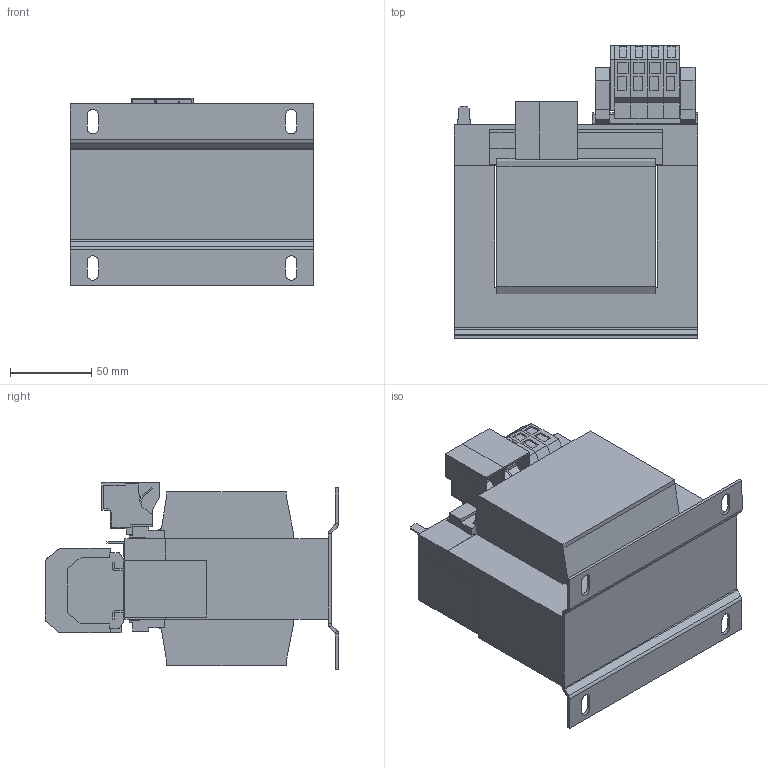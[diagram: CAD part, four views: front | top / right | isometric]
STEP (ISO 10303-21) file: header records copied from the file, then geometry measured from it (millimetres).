
FILE_DESCRIPTION (( 'STEP AP214' ), '1' );
FILE_NAME ('192467.STEP', '2023-08-15T12:04:23', ( '' ), ( '' ), 'SwSTEP 2.0', 'SolidWorks 2018', '' );
FILE_SCHEMA (( 'AUTOMOTIVE_DESIGN' ));
Length unit declared in the file: millimetre
Products named in the file (1): 192467
Bounding box: 150.05 x 180.5 x 115.5 mm (x, y, z)
Volume: 1552973.8 mm3; surface area: 172276.7 mm2
Topology: 1 solids, 1 shells, 614 faces, 1609 edges, 1023 vertices
Faces by surface type: plane 552, cylinder 62
Entity records: 18480 total; most frequent: CARTESIAN_POINT 3247, ORIENTED_EDGE 3218, DIRECTION 2968, EDGE_CURVE 1609, VECTOR 1480, LINE 1480, VERTEX_POINT 1023, AXIS2_PLACEMENT_3D 744
